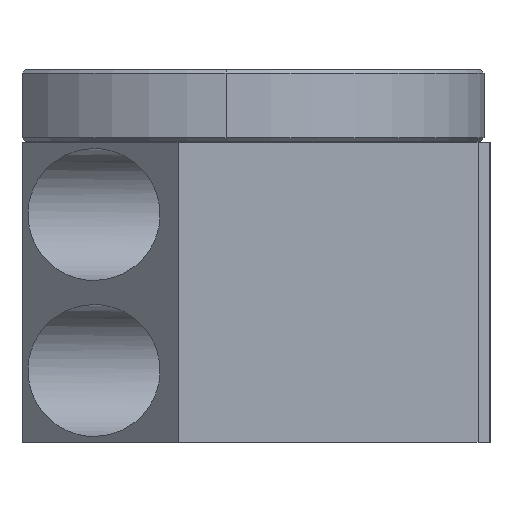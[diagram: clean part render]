
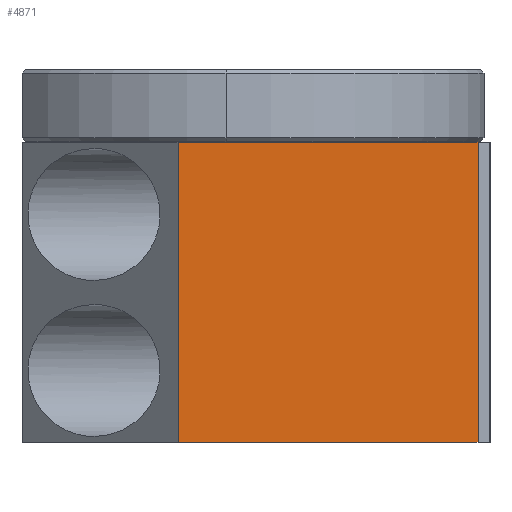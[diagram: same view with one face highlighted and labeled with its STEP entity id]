
A CAD part, left-side view. The second image highlights one B-rep face of the part: STEP entity #4871.
In plain terms, the highlighted planar face has unit normal (-1, 0, 0).
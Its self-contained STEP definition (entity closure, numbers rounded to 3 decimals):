
#312 = DIRECTION ( 'NONE',  ( 0., 0., 1. ) ) ;
#593 = DIRECTION ( 'NONE',  ( -1., 0., 0. ) ) ;
#688 = VECTOR ( 'NONE', #2670, 1000. ) ;
#1134 = CARTESIAN_POINT ( 'NONE',  ( 0., 1., -25. ) ) ;
#1430 = CARTESIAN_POINT ( 'NONE',  ( 0., 1., -25. ) ) ;
#1706 = ORIENTED_EDGE ( 'NONE', *, *, #3373, .T. ) ;
#1708 = VECTOR ( 'NONE', #5633, 1000. ) ;
#1965 = LINE ( 'NONE', #1134, #5510 ) ;
#2193 = AXIS2_PLACEMENT_3D ( 'NONE', #1430, #593, #7960 ) ;
#2249 = CARTESIAN_POINT ( 'NONE',  ( 0., 26., -25. ) ) ;
#2664 = VERTEX_POINT ( 'NONE', #2249 ) ;
#2670 = DIRECTION ( 'NONE',  ( 0., 0., 1. ) ) ;
#2821 = FACE_OUTER_BOUND ( 'NONE', #3723, .T. ) ;
#3092 = PLANE ( 'NONE',  #2193 ) ;
#3373 = EDGE_CURVE ( 'NONE', #2664, #4843, #7341, .T. ) ;
#3438 = VERTEX_POINT ( 'NONE', #5235 ) ;
#3511 = CARTESIAN_POINT ( 'NONE',  ( 0., 26., -25. ) ) ;
#3723 = EDGE_LOOP ( 'NONE', ( #7392, #6892, #1706, #6694 ) ) ;
#3979 = DIRECTION ( 'NONE',  ( 0., -1., 0. ) ) ;
#4126 = CARTESIAN_POINT ( 'NONE',  ( 0., 26., 0. ) ) ;
#4346 = LINE ( 'NONE', #3511, #688 ) ;
#4629 = EDGE_CURVE ( 'NONE', #4843, #3438, #1965, .T. ) ;
#4802 = CARTESIAN_POINT ( 'NONE',  ( 0., 1., 0. ) ) ;
#4843 = VERTEX_POINT ( 'NONE', #7321 ) ;
#4871 = ADVANCED_FACE ( 'NONE', ( #2821 ), #3092, .T. ) ;
#5235 = CARTESIAN_POINT ( 'NONE',  ( 0., 1., 0. ) ) ;
#5510 = VECTOR ( 'NONE', #312, 1000. ) ;
#5633 = DIRECTION ( 'NONE',  ( 0., -1., 0. ) ) ;
#5744 = EDGE_CURVE ( 'NONE', #8046, #3438, #7359, .T. ) ;
#6161 = VECTOR ( 'NONE', #3979, 1000. ) ;
#6486 = CARTESIAN_POINT ( 'NONE',  ( 0., 1., -25. ) ) ;
#6522 = EDGE_CURVE ( 'NONE', #2664, #8046, #4346, .T. ) ;
#6694 = ORIENTED_EDGE ( 'NONE', *, *, #4629, .T. ) ;
#6892 = ORIENTED_EDGE ( 'NONE', *, *, #6522, .F. ) ;
#7321 = CARTESIAN_POINT ( 'NONE',  ( 0., 1., -25. ) ) ;
#7341 = LINE ( 'NONE', #6486, #1708 ) ;
#7359 = LINE ( 'NONE', #4802, #6161 ) ;
#7392 = ORIENTED_EDGE ( 'NONE', *, *, #5744, .F. ) ;
#7960 = DIRECTION ( 'NONE',  ( 0., 0., 1. ) ) ;
#8046 = VERTEX_POINT ( 'NONE', #4126 ) ;
